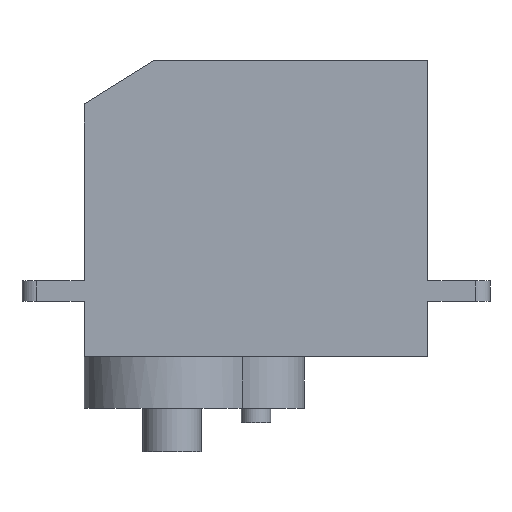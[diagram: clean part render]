
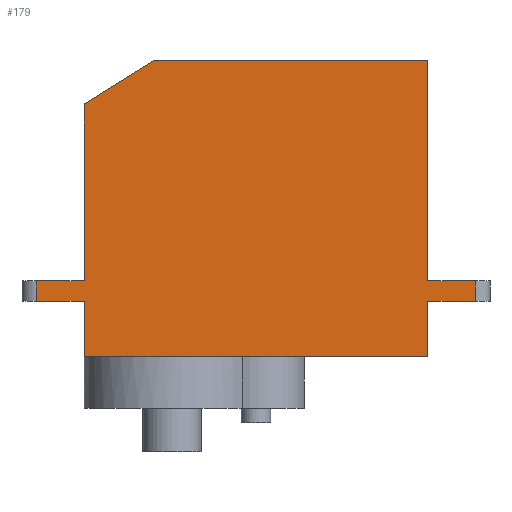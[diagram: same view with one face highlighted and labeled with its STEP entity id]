
A CAD part, left-side view. The second image highlights one B-rep face of the part: STEP entity #179.
In plain terms, the highlighted planar face has unit normal (-1, 0, 0).
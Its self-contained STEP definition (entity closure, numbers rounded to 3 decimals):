
#179=ADVANCED_FACE('',(#447),#449,.T.);
#447=FACE_BOUND('',#448,.T.);
#448=EDGE_LOOP('',(#643,#644,#645,#646,#647,#648,#649,#650,#651,#652,#653,#654,#655,
#656,#657));
#449=PLANE('',#450);
#450=AXIS2_PLACEMENT_3D('',#451,#452,#453);
#451=CARTESIAN_POINT('',(-5.825,11.75,0.));
#452=DIRECTION('',(-1.,0.,0.));
#453=DIRECTION('',(0.,-1.,0.));
#643=ORIENTED_EDGE('',*,*,#773,.T.);
#644=ORIENTED_EDGE('',*,*,#774,.F.);
#645=ORIENTED_EDGE('',*,*,#775,.F.);
#646=ORIENTED_EDGE('',*,*,#776,.T.);
#647=ORIENTED_EDGE('',*,*,#777,.T.);
#648=ORIENTED_EDGE('',*,*,#778,.F.);
#649=ORIENTED_EDGE('',*,*,#754,.T.);
#650=ORIENTED_EDGE('',*,*,#753,.F.);
#651=ORIENTED_EDGE('',*,*,#752,.T.);
#652=ORIENTED_EDGE('',*,*,#772,.T.);
#653=ORIENTED_EDGE('',*,*,#779,.T.);
#654=ORIENTED_EDGE('',*,*,#780,.F.);
#655=ORIENTED_EDGE('',*,*,#781,.F.);
#656=ORIENTED_EDGE('',*,*,#782,.T.);
#657=ORIENTED_EDGE('',*,*,#783,.F.);
#752=EDGE_CURVE('',#821,#840,#842,.T.);
#753=EDGE_CURVE('',#821,#823,#843,.F.);
#754=EDGE_CURVE('',#844,#823,#845,.T.);
#772=EDGE_CURVE('',#840,#874,#876,.T.);
#773=EDGE_CURVE('',#877,#878,#879,.F.);
#774=EDGE_CURVE('',#880,#878,#881,.T.);
#775=EDGE_CURVE('',#882,#880,#883,.T.);
#776=EDGE_CURVE('',#882,#884,#885,.T.);
#777=EDGE_CURVE('',#884,#886,#887,.T.);
#778=EDGE_CURVE('',#844,#886,#888,.T.);
#779=EDGE_CURVE('',#874,#889,#890,.T.);
#780=EDGE_CURVE('',#891,#889,#892,.T.);
#781=EDGE_CURVE('',#893,#891,#894,.T.);
#782=EDGE_CURVE('',#893,#895,#896,.T.);
#783=EDGE_CURVE('',#877,#895,#897,.T.);
#821=VERTEX_POINT('',#962);
#823=VERTEX_POINT('',#967);
#840=VERTEX_POINT('',#1011);
#842=LINE('',#1015,#1016);
#843=LINE('',#1018,#1019);
#844=VERTEX_POINT('',#1021);
#845=LINE('',#1022,#1023);
#874=VERTEX_POINT('',#1085);
#876=LINE('',#1089,#1090);
#877=VERTEX_POINT('',#1092);
#878=VERTEX_POINT('',#1093);
#879=LINE('',#1094,#1095);
#880=VERTEX_POINT('',#1097);
#881=LINE('',#1098,#1099);
#882=VERTEX_POINT('',#1101);
#883=LINE('',#1102,#1103);
#884=VERTEX_POINT('',#1105);
#885=LINE('',#1106,#1107);
#886=VERTEX_POINT('',#1109);
#887=LINE('',#1110,#1111);
#888=LINE('',#1113,#1114);
#889=VERTEX_POINT('',#1116);
#890=LINE('',#1117,#1118);
#891=VERTEX_POINT('',#1120);
#892=LINE('',#1121,#1122);
#893=VERTEX_POINT('',#1124);
#894=LINE('',#1125,#1126);
#895=VERTEX_POINT('',#1128);
#896=LINE('',#1129,#1130);
#897=LINE('',#1132,#1133);
#962=CARTESIAN_POINT('',(-5.825,5.11,0.));
#967=CARTESIAN_POINT('',(-5.825,6.64,0.));
#1011=CARTESIAN_POINT('',(-5.825,-11.75,0.));
#1015=CARTESIAN_POINT('',(-5.825,5.11,0.));
#1016=VECTOR('',#1017,1.);
#1017=DIRECTION('',(0.,-1.,0.));
#1018=CARTESIAN_POINT('',(-5.825,6.64,0.));
#1019=VECTOR('',#1020,1.);
#1020=DIRECTION('',(0.,-1.,0.));
#1021=CARTESIAN_POINT('',(-5.825,11.75,0.));
#1022=CARTESIAN_POINT('',(-5.825,11.75,0.));
#1023=VECTOR('',#1024,1.);
#1024=DIRECTION('',(0.,-1.,0.));
#1085=CARTESIAN_POINT('',(-5.825,-11.75,3.8));
#1089=CARTESIAN_POINT('',(-5.825,-11.75,0.));
#1090=VECTOR('',#1091,1.);
#1091=DIRECTION('',(0.,0.,1.));
#1092=CARTESIAN_POINT('',(-5.825,6.95,20.3));
#1093=CARTESIAN_POINT('',(-5.825,11.75,17.3));
#1094=CARTESIAN_POINT('',(-5.825,11.75,17.3));
#1095=VECTOR('',#1096,1.);
#1096=DIRECTION('',(0.,-0.848,0.53));
#1097=CARTESIAN_POINT('',(-5.825,11.75,5.2));
#1098=CARTESIAN_POINT('',(-5.825,11.75,5.2));
#1099=VECTOR('',#1100,1.);
#1100=DIRECTION('',(0.,0.,1.));
#1101=CARTESIAN_POINT('',(-5.825,15.,5.2));
#1102=CARTESIAN_POINT('',(-5.825,15.,5.2));
#1103=VECTOR('',#1104,1.);
#1104=DIRECTION('',(0.,-1.,0.));
#1105=CARTESIAN_POINT('',(-5.825,15.,3.8));
#1106=CARTESIAN_POINT('',(-5.825,15.,5.2));
#1107=VECTOR('',#1108,1.);
#1108=DIRECTION('',(0.,0.,-1.));
#1109=CARTESIAN_POINT('',(-5.825,11.75,3.8));
#1110=CARTESIAN_POINT('',(-5.825,15.,3.8));
#1111=VECTOR('',#1112,1.);
#1112=DIRECTION('',(0.,-1.,0.));
#1113=CARTESIAN_POINT('',(-5.825,11.75,0.));
#1114=VECTOR('',#1115,1.);
#1115=DIRECTION('',(0.,0.,1.));
#1116=CARTESIAN_POINT('',(-5.825,-15.,3.8));
#1117=CARTESIAN_POINT('',(-5.825,-11.75,3.8));
#1118=VECTOR('',#1119,1.);
#1119=DIRECTION('',(0.,-1.,0.));
#1120=CARTESIAN_POINT('',(-5.825,-15.,5.2));
#1121=CARTESIAN_POINT('',(-5.825,-15.,5.2));
#1122=VECTOR('',#1123,1.);
#1123=DIRECTION('',(0.,0.,-1.));
#1124=CARTESIAN_POINT('',(-5.825,-11.75,5.2));
#1125=CARTESIAN_POINT('',(-5.825,-11.75,5.2));
#1126=VECTOR('',#1127,1.);
#1127=DIRECTION('',(0.,-1.,0.));
#1128=CARTESIAN_POINT('',(-5.825,-11.75,20.3));
#1129=CARTESIAN_POINT('',(-5.825,-11.75,5.2));
#1130=VECTOR('',#1131,1.);
#1131=DIRECTION('',(0.,0.,1.));
#1132=CARTESIAN_POINT('',(-5.825,6.95,20.3));
#1133=VECTOR('',#1134,1.);
#1134=DIRECTION('',(0.,-1.,0.));
